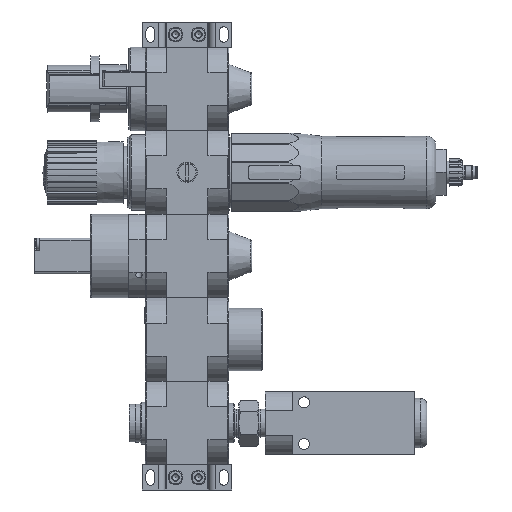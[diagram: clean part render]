
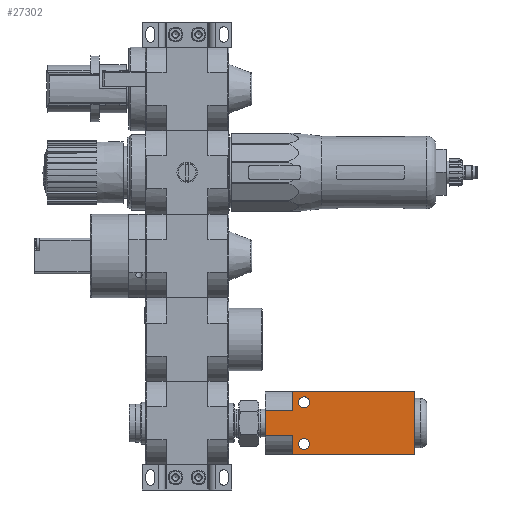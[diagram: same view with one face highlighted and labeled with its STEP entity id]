
A CAD part, left-side view. The second image highlights one B-rep face of the part: STEP entity #27302.
In plain terms, the highlighted planar face has unit normal (-1, 0, 0).
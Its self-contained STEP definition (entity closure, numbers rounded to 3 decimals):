
#2627=CIRCLE('',#39125,2.65);
#2628=CIRCLE('',#39126,2.65);
#9352=ORIENTED_EDGE('',*,*,#13683,.T.);
#9353=ORIENTED_EDGE('',*,*,#13684,.T.);
#9354=ORIENTED_EDGE('',*,*,#13685,.T.);
#9355=ORIENTED_EDGE('',*,*,#13686,.T.);
#9356=ORIENTED_EDGE('',*,*,#13687,.F.);
#9357=ORIENTED_EDGE('',*,*,#13424,.F.);
#9358=ORIENTED_EDGE('',*,*,#13688,.T.);
#9359=ORIENTED_EDGE('',*,*,#13689,.T.);
#9360=ORIENTED_EDGE('',*,*,#13690,.F.);
#9361=ORIENTED_EDGE('',*,*,#13681,.T.);
#13424=EDGE_CURVE('',#16231,#16225,#18168,.T.);
#13681=EDGE_CURVE('',#16442,#16441,#18394,.T.);
#13683=EDGE_CURVE('',#16443,#16443,#2627,.T.);
#13684=EDGE_CURVE('',#16444,#16444,#2628,.T.);
#13685=EDGE_CURVE('',#16441,#16445,#18396,.T.);
#13686=EDGE_CURVE('',#16445,#16446,#18397,.T.);
#13687=EDGE_CURVE('',#16225,#16446,#18398,.T.);
#13688=EDGE_CURVE('',#16231,#16447,#18399,.T.);
#13689=EDGE_CURVE('',#16447,#16448,#18400,.T.);
#13690=EDGE_CURVE('',#16442,#16448,#18401,.T.);
#16225=VERTEX_POINT('',#55678);
#16231=VERTEX_POINT('',#55690);
#16441=VERTEX_POINT('',#56224);
#16442=VERTEX_POINT('',#56226);
#16443=VERTEX_POINT('',#56230);
#16444=VERTEX_POINT('',#56232);
#16445=VERTEX_POINT('',#56234);
#16446=VERTEX_POINT('',#56236);
#16447=VERTEX_POINT('',#56239);
#16448=VERTEX_POINT('',#56241);
#18168=LINE('',#55691,#20145);
#18394=LINE('',#56225,#20371);
#18396=LINE('',#56233,#20373);
#18397=LINE('',#56235,#20374);
#18398=LINE('',#56237,#20375);
#18399=LINE('',#56238,#20376);
#18400=LINE('',#56240,#20377);
#18401=LINE('',#56242,#20378);
#20145=VECTOR('',#46417,1000.);
#20371=VECTOR('',#46807,1000.);
#20373=VECTOR('',#46815,1000.);
#20374=VECTOR('',#46816,1000.);
#20375=VECTOR('',#46817,1000.);
#20376=VECTOR('',#46818,1000.);
#20377=VECTOR('',#46819,1000.);
#20378=VECTOR('',#46820,1000.);
#22518=EDGE_LOOP('',(#9352));
#22519=EDGE_LOOP('',(#9353));
#22520=EDGE_LOOP('',(#9354,#9355,#9356,#9357,#9358,#9359,#9360,#9361));
#24696=FACE_BOUND('',#22518,.T.);
#24697=FACE_BOUND('',#22519,.T.);
#24698=FACE_BOUND('',#22520,.T.);
#25724=PLANE('',#39124);
#27302=ADVANCED_FACE('',(#24696,#24697,#24698),#25724,.F.);
#39124=AXIS2_PLACEMENT_3D('',#56228,#46809,#46810);
#39125=AXIS2_PLACEMENT_3D('',#56229,#46811,#46812);
#39126=AXIS2_PLACEMENT_3D('',#56231,#46813,#46814);
#46417=DIRECTION('',(0.,0.,-1.));
#46807=DIRECTION('',(0.,0.,-1.));
#46809=DIRECTION('',(1.,0.,0.));
#46810=DIRECTION('',(0.,0.,-1.));
#46811=DIRECTION('',(1.,0.,0.));
#46812=DIRECTION('',(0.,0.,-1.));
#46813=DIRECTION('',(1.,0.,0.));
#46814=DIRECTION('',(0.,0.,-1.));
#46815=DIRECTION('',(0.,-1.,0.));
#46816=DIRECTION('',(0.,0.,1.));
#46817=DIRECTION('',(0.,1.,0.));
#46818=DIRECTION('',(0.,1.,0.));
#46819=DIRECTION('',(0.,0.,1.));
#46820=DIRECTION('',(0.,-1.,0.));
#55678=CARTESIAN_POINT('',(0.,0.,-6.));
#55690=CARTESIAN_POINT('',(0.,0.,6.));
#55691=CARTESIAN_POINT('',(0.,0.,15.));
#56224=CARTESIAN_POINT('',(0.,71.2,-15.));
#56225=CARTESIAN_POINT('',(0.,71.2,15.));
#56226=CARTESIAN_POINT('',(0.,71.2,15.));
#56228=CARTESIAN_POINT('',(0.,71.2,15.));
#56229=CARTESIAN_POINT('',(0.,18.5,-10.));
#56230=CARTESIAN_POINT('',(0.,18.5,-12.65));
#56231=CARTESIAN_POINT('',(0.,18.5,10.));
#56232=CARTESIAN_POINT('',(0.,18.5,7.35));
#56233=CARTESIAN_POINT('',(0.,71.2,-15.));
#56234=CARTESIAN_POINT('',(0.,13.1,-15.));
#56235=CARTESIAN_POINT('',(0.,13.1,15.));
#56236=CARTESIAN_POINT('',(0.,13.1,-6.));
#56237=CARTESIAN_POINT('',(0.,-1.9,-6.));
#56238=CARTESIAN_POINT('',(0.,-1.9,6.));
#56239=CARTESIAN_POINT('',(0.,13.1,6.));
#56240=CARTESIAN_POINT('',(0.,13.1,15.));
#56241=CARTESIAN_POINT('',(0.,13.1,15.));
#56242=CARTESIAN_POINT('',(0.,71.2,15.));
